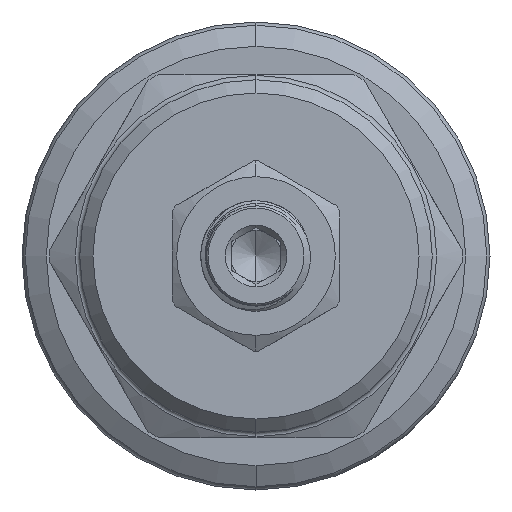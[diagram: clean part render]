
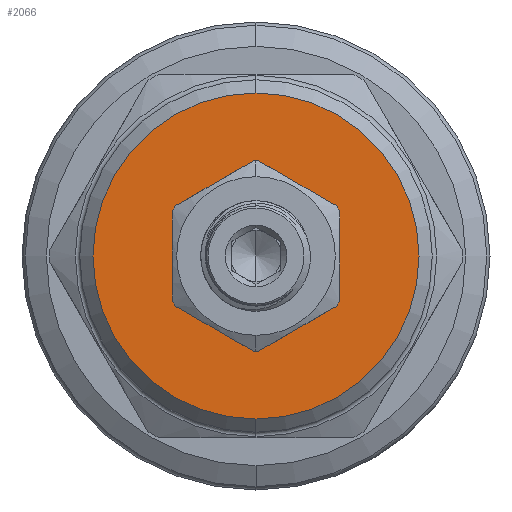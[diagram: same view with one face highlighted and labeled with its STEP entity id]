
A CAD part, left-side view. The second image highlights one B-rep face of the part: STEP entity #2066.
In plain terms, the highlighted planar face has unit normal (-1, 0, 0).
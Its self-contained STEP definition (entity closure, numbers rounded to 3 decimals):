
#662 = DIRECTION ( 'NONE',  ( 0., 0., 1. ) ) ;
#1056 = PLANE ( 'NONE',  #14212 ) ;
#1379 = AXIS2_PLACEMENT_3D ( 'NONE', #2462, #5794, #6863 ) ;
#1669 = CARTESIAN_POINT ( 'NONE',  ( -20., 0., 0. ) ) ;
#1710 = VERTEX_POINT ( 'NONE', #13322 ) ;
#2066 = ADVANCED_FACE ( 'NONE', ( #12375, #10327 ), #1056, .T. ) ;
#2462 = CARTESIAN_POINT ( 'NONE',  ( -20., 0., 0. ) ) ;
#2815 = CIRCLE ( 'NONE', #7760, 9. ) ;
#4301 = CIRCLE ( 'NONE', #7853, 18.5 ) ;
#4310 = DIRECTION ( 'NONE',  ( 1., 0., 0. ) ) ;
#4335 = DIRECTION ( 'NONE',  ( 0., 0., 1. ) ) ;
#4789 = CARTESIAN_POINT ( 'NONE',  ( -20., 0., -18.5 ) ) ;
#5000 = DIRECTION ( 'NONE',  ( 1., 0., 0. ) ) ;
#5238 = EDGE_CURVE ( 'NONE', #13693, #13439, #2815, .T. ) ;
#5756 = AXIS2_PLACEMENT_3D ( 'NONE', #1669, #5000, #662 ) ;
#5794 = DIRECTION ( 'NONE',  ( -1., 0., 0. ) ) ;
#5849 = ORIENTED_EDGE ( 'NONE', *, *, #5238, .T. ) ;
#6646 = CARTESIAN_POINT ( 'NONE',  ( -20., 0., -9. ) ) ;
#6863 = DIRECTION ( 'NONE',  ( 0., 0., 1. ) ) ;
#6963 = VERTEX_POINT ( 'NONE', #4789 ) ;
#7251 = CIRCLE ( 'NONE', #5756, 9. ) ;
#7377 = EDGE_LOOP ( 'NONE', ( #9024, #13167 ) ) ;
#7760 = AXIS2_PLACEMENT_3D ( 'NONE', #8838, #4310, #8789 ) ;
#7853 = AXIS2_PLACEMENT_3D ( 'NONE', #12040, #13145, #14268 ) ;
#8055 = EDGE_LOOP ( 'NONE', ( #12534, #5849 ) ) ;
#8224 = EDGE_CURVE ( 'NONE', #1710, #6963, #4301, .T. ) ;
#8789 = DIRECTION ( 'NONE',  ( 0., 0., 1. ) ) ;
#8838 = CARTESIAN_POINT ( 'NONE',  ( -20., 0., 0. ) ) ;
#9024 = ORIENTED_EDGE ( 'NONE', *, *, #9620, .T. ) ;
#9620 = EDGE_CURVE ( 'NONE', #6963, #1710, #9684, .T. ) ;
#9684 = CIRCLE ( 'NONE', #1379, 18.5 ) ;
#9742 = DIRECTION ( 'NONE',  ( -1., 0., 0. ) ) ;
#10074 = CARTESIAN_POINT ( 'NONE',  ( -20., 0., 9. ) ) ;
#10327 = FACE_OUTER_BOUND ( 'NONE', #7377, .T. ) ;
#12034 = CARTESIAN_POINT ( 'NONE',  ( -20., 0., 0. ) ) ;
#12040 = CARTESIAN_POINT ( 'NONE',  ( -20., 0., 0. ) ) ;
#12375 = FACE_BOUND ( 'NONE', #8055, .T. ) ;
#12534 = ORIENTED_EDGE ( 'NONE', *, *, #12674, .T. ) ;
#12674 = EDGE_CURVE ( 'NONE', #13439, #13693, #7251, .T. ) ;
#13145 = DIRECTION ( 'NONE',  ( -1., 0., 0. ) ) ;
#13167 = ORIENTED_EDGE ( 'NONE', *, *, #8224, .T. ) ;
#13322 = CARTESIAN_POINT ( 'NONE',  ( -20., 0., 18.5 ) ) ;
#13439 = VERTEX_POINT ( 'NONE', #10074 ) ;
#13693 = VERTEX_POINT ( 'NONE', #6646 ) ;
#14212 = AXIS2_PLACEMENT_3D ( 'NONE', #12034, #9742, #4335 ) ;
#14268 = DIRECTION ( 'NONE',  ( 0., 0., 1. ) ) ;
